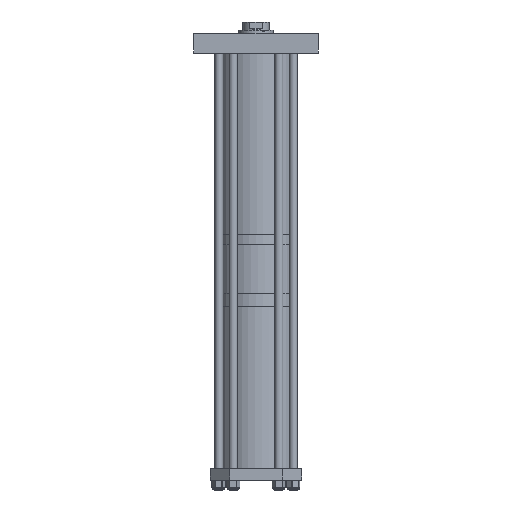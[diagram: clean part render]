
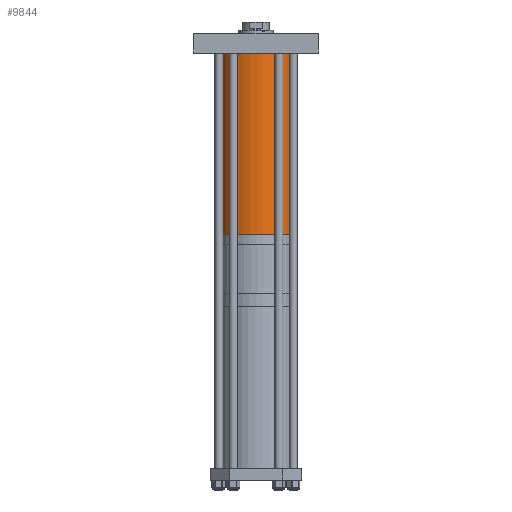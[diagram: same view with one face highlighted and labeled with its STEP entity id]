
A CAD part, front view. The second image highlights one B-rep face of the part: STEP entity #9844.
In plain terms, the highlighted cylindrical face has radius 152.4 mm (diameter 304.8 mm), a partial arc.
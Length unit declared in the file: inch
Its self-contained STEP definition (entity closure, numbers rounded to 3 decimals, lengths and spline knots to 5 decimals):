
#408 = CARTESIAN_POINT ( 'NONE',  ( -6., 0., 0. ) ) ;
#528 = ORIENTED_EDGE ( 'NONE', *, *, #2190, .F. ) ;
#589 = VERTEX_POINT ( 'NONE', #3959 ) ;
#734 = VERTEX_POINT ( 'NONE', #2224 ) ;
#738 = ORIENTED_EDGE ( 'NONE', *, *, #1285, .F. ) ;
#835 = VERTEX_POINT ( 'NONE', #408 ) ;
#843 = EDGE_CURVE ( 'NONE', #835, #7850, #9795, .T. ) ;
#1285 = EDGE_CURVE ( 'NONE', #589, #734, #3454, .T. ) ;
#1656 = EDGE_LOOP ( 'NONE', ( #528, #738, #4367, #3780 ) ) ;
#1665 = EDGE_CURVE ( 'NONE', #589, #835, #5553, .T. ) ;
#1863 = DIRECTION ( 'NONE',  ( 0., 0., -1. ) ) ;
#1975 = AXIS2_PLACEMENT_3D ( 'NONE', #6842, #3442, #8782 ) ;
#2190 = EDGE_CURVE ( 'NONE', #734, #7850, #10348, .T. ) ;
#2224 = CARTESIAN_POINT ( 'NONE',  ( 6., 0., 27.765 ) ) ;
#2250 = CYLINDRICAL_SURFACE ( 'NONE', #9224, 6. ) ;
#2950 = AXIS2_PLACEMENT_3D ( 'NONE', #5584, #7425, #7470 ) ;
#3442 = DIRECTION ( 'NONE',  ( 0., 0., 1. ) ) ;
#3454 = CIRCLE ( 'NONE', #2950, 6. ) ;
#3682 = DIRECTION ( 'NONE',  ( -1., 0., 0. ) ) ;
#3780 = ORIENTED_EDGE ( 'NONE', *, *, #843, .T. ) ;
#3959 = CARTESIAN_POINT ( 'NONE',  ( -6., 0., 27.765 ) ) ;
#4367 = ORIENTED_EDGE ( 'NONE', *, *, #1665, .T. ) ;
#4492 = CARTESIAN_POINT ( 'NONE',  ( 6., 0., 27.765 ) ) ;
#4533 = DIRECTION ( 'NONE',  ( 0., 0., -1. ) ) ;
#4726 = DIRECTION ( 'NONE',  ( 0., 0., -1. ) ) ;
#5553 = LINE ( 'NONE', #9226, #8391 ) ;
#5584 = CARTESIAN_POINT ( 'NONE',  ( 0., 0., 27.765 ) ) ;
#6842 = CARTESIAN_POINT ( 'NONE',  ( 0., 0., 0. ) ) ;
#7425 = DIRECTION ( 'NONE',  ( 0., 0., 1. ) ) ;
#7470 = DIRECTION ( 'NONE',  ( 1., 0., 0. ) ) ;
#7850 = VERTEX_POINT ( 'NONE', #8076 ) ;
#8076 = CARTESIAN_POINT ( 'NONE',  ( 6., 0., 0. ) ) ;
#8391 = VECTOR ( 'NONE', #4726, 39.37008 ) ;
#8782 = DIRECTION ( 'NONE',  ( 1., 0., 0. ) ) ;
#9224 = AXIS2_PLACEMENT_3D ( 'NONE', #9853, #1863, #3682 ) ;
#9226 = CARTESIAN_POINT ( 'NONE',  ( -6., 0., 27.765 ) ) ;
#9795 = CIRCLE ( 'NONE', #1975, 6. ) ;
#9844 = ADVANCED_FACE ( 'NONE', ( #9846 ), #2250, .T. ) ;
#9846 = FACE_OUTER_BOUND ( 'NONE', #1656, .T. ) ;
#9853 = CARTESIAN_POINT ( 'NONE',  ( 0., 0., 27.765 ) ) ;
#10348 = LINE ( 'NONE', #4492, #10916 ) ;
#10916 = VECTOR ( 'NONE', #4533, 39.37008 ) ;
